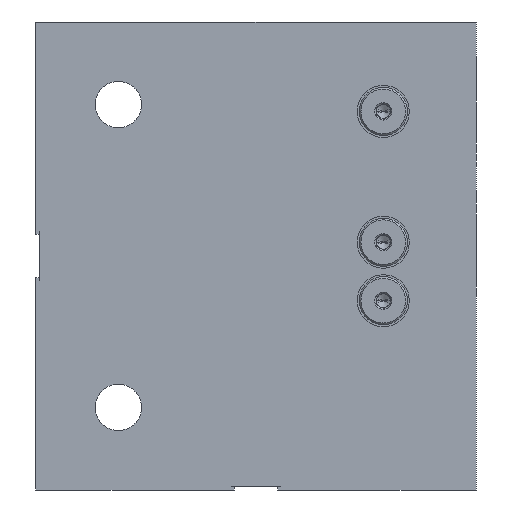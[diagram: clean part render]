
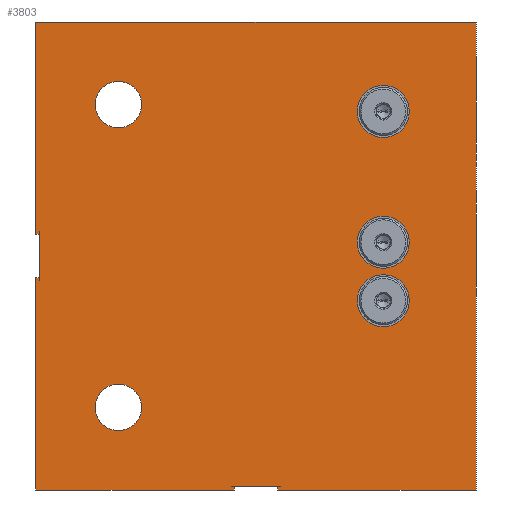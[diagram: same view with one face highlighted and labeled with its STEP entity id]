
A CAD part, left-side view. The second image highlights one B-rep face of the part: STEP entity #3803.
In plain terms, the highlighted planar face has unit normal (-1, 0, 0).
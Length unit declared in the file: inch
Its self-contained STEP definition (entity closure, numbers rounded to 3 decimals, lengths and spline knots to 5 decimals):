
#9=DIRECTION('',(0.,-1.,0.));
#10=VECTOR('',#9,1.80369);
#11=CARTESIAN_POINT('',(0.,0.,0.));
#12=LINE('',#11,#10);
#13=DIRECTION('',(0.,-1.,0.));
#14=VECTOR('',#13,1.80369);
#15=CARTESIAN_POINT('',(0.,-2.19631,0.));
#16=LINE('',#15,#14);
#686=DIRECTION('',(0.,-1.,0.));
#687=VECTOR('',#686,4.);
#688=CARTESIAN_POINT('',(0.,0.,4.25));
#689=LINE('',#688,#687);
#722=CARTESIAN_POINT('',(0.,-0.75,3.5));
#723=DIRECTION('',(1.,0.,0.));
#724=DIRECTION('',(0.,0.,-1.));
#725=AXIS2_PLACEMENT_3D('',#722,#723,#724);
#727=CARTESIAN_POINT('',(0.,-0.75,3.5));
#728=DIRECTION('',(1.,0.,0.));
#729=DIRECTION('',(0.,0.,1.));
#730=AXIS2_PLACEMENT_3D('',#727,#728,#729);
#732=CARTESIAN_POINT('',(0.,-0.75,0.75));
#733=DIRECTION('',(1.,0.,0.));
#734=DIRECTION('',(0.,0.,-1.));
#735=AXIS2_PLACEMENT_3D('',#732,#733,#734);
#737=CARTESIAN_POINT('',(0.,-0.75,0.75));
#738=DIRECTION('',(1.,0.,0.));
#739=DIRECTION('',(0.,0.,1.));
#740=AXIS2_PLACEMENT_3D('',#737,#738,#739);
#742=CARTESIAN_POINT('',(0.,-3.156,1.719));
#743=DIRECTION('',(1.,0.,0.));
#744=DIRECTION('',(0.,0.,-1.));
#745=AXIS2_PLACEMENT_3D('',#742,#743,#744);
#747=CARTESIAN_POINT('',(0.,-3.156,1.719));
#748=DIRECTION('',(1.,0.,0.));
#749=DIRECTION('',(0.,0.,1.));
#750=AXIS2_PLACEMENT_3D('',#747,#748,#749);
#752=CARTESIAN_POINT('',(0.,-3.156,2.25));
#753=DIRECTION('',(1.,0.,0.));
#754=DIRECTION('',(0.,0.,-1.));
#755=AXIS2_PLACEMENT_3D('',#752,#753,#754);
#757=CARTESIAN_POINT('',(0.,-3.156,2.25));
#758=DIRECTION('',(1.,0.,0.));
#759=DIRECTION('',(0.,0.,1.));
#760=AXIS2_PLACEMENT_3D('',#757,#758,#759);
#762=CARTESIAN_POINT('',(0.,-3.156,3.438));
#763=DIRECTION('',(1.,0.,0.));
#764=DIRECTION('',(0.,0.,-1.));
#765=AXIS2_PLACEMENT_3D('',#762,#763,#764);
#767=CARTESIAN_POINT('',(0.,-3.156,3.438));
#768=DIRECTION('',(1.,0.,0.));
#769=DIRECTION('',(0.,0.,1.));
#770=AXIS2_PLACEMENT_3D('',#767,#768,#769);
#772=DIRECTION('',(0.,0.,1.));
#773=VECTOR('',#772,0.032);
#774=CARTESIAN_POINT('',(0.,-1.80369,0.));
#775=LINE('',#774,#773);
#776=DIRECTION('',(0.,0.,1.));
#777=VECTOR('',#776,1.92869);
#778=CARTESIAN_POINT('',(0.,0.,0.));
#779=LINE('',#778,#777);
#780=DIRECTION('',(0.,-1.,0.));
#781=VECTOR('',#780,0.032);
#782=CARTESIAN_POINT('',(0.,0.,1.92869));
#783=LINE('',#782,#781);
#784=DIRECTION('',(0.,0.,-1.));
#785=VECTOR('',#784,0.39263);
#786=CARTESIAN_POINT('',(0.,-0.032,2.32131));
#787=LINE('',#786,#785);
#788=DIRECTION('',(0.,-1.,0.));
#789=VECTOR('',#788,0.032);
#790=CARTESIAN_POINT('',(0.,0.,2.32131));
#791=LINE('',#790,#789);
#792=DIRECTION('',(0.,0.,1.));
#793=VECTOR('',#792,1.92869);
#794=CARTESIAN_POINT('',(0.,0.,2.32131));
#795=LINE('',#794,#793);
#796=DIRECTION('',(0.,0.,1.));
#797=VECTOR('',#796,0.032);
#798=CARTESIAN_POINT('',(0.,-2.19631,0.));
#799=LINE('',#798,#797);
#800=DIRECTION('',(0.,1.,0.));
#801=VECTOR('',#800,0.39263);
#802=CARTESIAN_POINT('',(0.,-2.19631,0.032));
#803=LINE('',#802,#801);
#868=DIRECTION('',(0.,0.,1.));
#869=VECTOR('',#868,4.25);
#870=CARTESIAN_POINT('',(0.,-4.,0.));
#871=LINE('',#870,#869);
#2671=CARTESIAN_POINT('',(0.,-4.,0.));
#2673=VERTEX_POINT('',#2671);
#2676=CARTESIAN_POINT('',(0.,0.,0.));
#2678=VERTEX_POINT('',#2676);
#2679=CARTESIAN_POINT('',(0.,0.,4.25));
#2680=CARTESIAN_POINT('',(0.,-4.,4.25));
#2681=VERTEX_POINT('',#2679);
#2682=VERTEX_POINT('',#2680);
#2831=CARTESIAN_POINT('',(0.,-0.032,1.92869));
#2833=VERTEX_POINT('',#2831);
#2835=CARTESIAN_POINT('',(0.,-0.032,2.32131));
#2837=VERTEX_POINT('',#2835);
#2839=CARTESIAN_POINT('',(0.,0.,1.92869));
#2840=VERTEX_POINT('',#2839);
#2841=CARTESIAN_POINT('',(0.,0.,2.32131));
#2842=VERTEX_POINT('',#2841);
#2859=CARTESIAN_POINT('',(0.,-0.75,3.289));
#2860=CARTESIAN_POINT('',(0.,-0.75,3.711));
#2861=VERTEX_POINT('',#2859);
#2862=VERTEX_POINT('',#2860);
#2867=CARTESIAN_POINT('',(0.,-0.75,0.539));
#2868=CARTESIAN_POINT('',(0.,-0.75,0.961));
#2869=VERTEX_POINT('',#2867);
#2870=VERTEX_POINT('',#2868);
#2895=CARTESIAN_POINT('',(0.,-3.156,1.483));
#2896=CARTESIAN_POINT('',(0.,-3.156,1.955));
#2897=VERTEX_POINT('',#2895);
#2898=VERTEX_POINT('',#2896);
#2941=CARTESIAN_POINT('',(0.,-3.156,2.014));
#2942=CARTESIAN_POINT('',(0.,-3.156,2.486));
#2943=VERTEX_POINT('',#2941);
#2944=VERTEX_POINT('',#2942);
#2971=CARTESIAN_POINT('',(0.,-3.156,3.202));
#2972=CARTESIAN_POINT('',(0.,-3.156,3.674));
#2973=VERTEX_POINT('',#2971);
#2974=VERTEX_POINT('',#2972);
#3077=CARTESIAN_POINT('',(0.,-1.80369,0.032));
#3079=VERTEX_POINT('',#3077);
#3089=CARTESIAN_POINT('',(0.,-1.80369,0.));
#3090=VERTEX_POINT('',#3089);
#3091=CARTESIAN_POINT('',(0.,-2.19631,0.));
#3092=CARTESIAN_POINT('',(0.,-2.19631,0.032));
#3093=VERTEX_POINT('',#3091);
#3094=VERTEX_POINT('',#3092);
#3748=CARTESIAN_POINT('',(0.,0.,0.));
#3749=DIRECTION('',(-1.,0.,0.));
#3750=DIRECTION('',(0.,-1.,0.));
#3751=AXIS2_PLACEMENT_3D('',#3748,#3749,#3750);
#3752=PLANE('',#3751);
#3753=ORIENTED_EDGE('',*,*,#3147,.F.);
#3754=ORIENTED_EDGE('',*,*,#3116,.F.);
#3756=ORIENTED_EDGE('',*,*,#3755,.T.);
#3758=ORIENTED_EDGE('',*,*,#3757,.T.);
#3760=ORIENTED_EDGE('',*,*,#3759,.F.);
#3762=ORIENTED_EDGE('',*,*,#3761,.F.);
#3764=ORIENTED_EDGE('',*,*,#3763,.T.);
#3765=ORIENTED_EDGE('',*,*,#3726,.T.);
#3767=ORIENTED_EDGE('',*,*,#3766,.F.);
#3768=ORIENTED_EDGE('',*,*,#3128,.F.);
#3769=ORIENTED_EDGE('',*,*,#3162,.T.);
#3770=ORIENTED_EDGE('',*,*,#3173,.T.);
#3771=EDGE_LOOP('',(#3753,#3754,#3756,#3758,#3760,#3762,#3764,#3765,#3767,#3768,
#3769,#3770));
#3772=FACE_OUTER_BOUND('',#3771,.F.);
#3774=ORIENTED_EDGE('',*,*,#3773,.F.);
#3776=ORIENTED_EDGE('',*,*,#3775,.F.);
#3777=EDGE_LOOP('',(#3774,#3776));
#3778=FACE_BOUND('',#3777,.F.);
#3780=ORIENTED_EDGE('',*,*,#3779,.F.);
#3782=ORIENTED_EDGE('',*,*,#3781,.F.);
#3783=EDGE_LOOP('',(#3780,#3782));
#3784=FACE_BOUND('',#3783,.F.);
#3786=ORIENTED_EDGE('',*,*,#3785,.F.);
#3788=ORIENTED_EDGE('',*,*,#3787,.F.);
#3789=EDGE_LOOP('',(#3786,#3788));
#3790=FACE_BOUND('',#3789,.F.);
#3792=ORIENTED_EDGE('',*,*,#3791,.F.);
#3794=ORIENTED_EDGE('',*,*,#3793,.F.);
#3795=EDGE_LOOP('',(#3792,#3794));
#3796=FACE_BOUND('',#3795,.F.);
#3798=ORIENTED_EDGE('',*,*,#3797,.F.);
#3800=ORIENTED_EDGE('',*,*,#3799,.F.);
#3801=EDGE_LOOP('',(#3798,#3800));
#3802=FACE_BOUND('',#3801,.F.);
#3803=ADVANCED_FACE('',(#3772,#3778,#3784,#3790,#3796,#3802),#3752,.T.);
#726=CIRCLE('',#725,0.211);
#731=CIRCLE('',#730,0.211);
#736=CIRCLE('',#735,0.211);
#741=CIRCLE('',#740,0.211);
#746=CIRCLE('',#745,0.236);
#751=CIRCLE('',#750,0.236);
#756=CIRCLE('',#755,0.236);
#761=CIRCLE('',#760,0.236);
#766=CIRCLE('',#765,0.236);
#771=CIRCLE('',#770,0.236);
#3116=EDGE_CURVE('',#2678,#3090,#12,.T.);
#3128=EDGE_CURVE('',#3093,#2673,#16,.T.);
#3147=EDGE_CURVE('',#3090,#3079,#775,.T.);
#3162=EDGE_CURVE('',#3093,#3094,#799,.T.);
#3173=EDGE_CURVE('',#3094,#3079,#803,.T.);
#3726=EDGE_CURVE('',#2681,#2682,#689,.T.);
#3755=EDGE_CURVE('',#2678,#2840,#779,.T.);
#3757=EDGE_CURVE('',#2840,#2833,#783,.T.);
#3759=EDGE_CURVE('',#2837,#2833,#787,.T.);
#3761=EDGE_CURVE('',#2842,#2837,#791,.T.);
#3763=EDGE_CURVE('',#2842,#2681,#795,.T.);
#3766=EDGE_CURVE('',#2673,#2682,#871,.T.);
#3773=EDGE_CURVE('',#2869,#2870,#736,.T.);
#3775=EDGE_CURVE('',#2870,#2869,#741,.T.);
#3779=EDGE_CURVE('',#2897,#2898,#746,.T.);
#3781=EDGE_CURVE('',#2898,#2897,#751,.T.);
#3785=EDGE_CURVE('',#2943,#2944,#756,.T.);
#3787=EDGE_CURVE('',#2944,#2943,#761,.T.);
#3791=EDGE_CURVE('',#2973,#2974,#766,.T.);
#3793=EDGE_CURVE('',#2974,#2973,#771,.T.);
#3797=EDGE_CURVE('',#2861,#2862,#726,.T.);
#3799=EDGE_CURVE('',#2862,#2861,#731,.T.);
